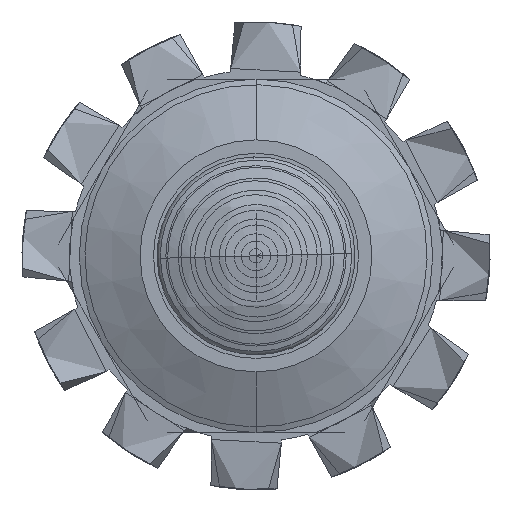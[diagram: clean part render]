
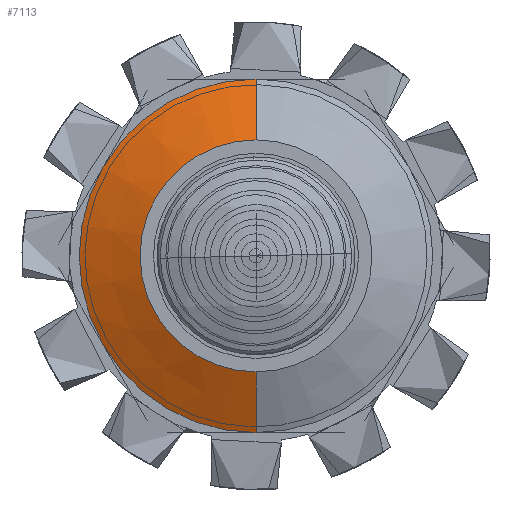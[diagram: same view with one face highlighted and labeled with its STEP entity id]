
A CAD part, left-side view. The second image highlights one B-rep face of the part: STEP entity #7113.
In plain terms, the highlighted conical face has half-angle 65.056 degrees and reference radius 6.35 mm.
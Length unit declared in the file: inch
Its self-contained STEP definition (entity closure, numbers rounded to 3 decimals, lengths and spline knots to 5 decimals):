
#734 = AXIS2_PLACEMENT_3D ( 'NONE', #8889, #10698, #10870 ) ;
#1410 = CIRCLE ( 'NONE', #8375, 0.164 ) ;
#2696 = EDGE_CURVE ( 'NONE', #7489, #17164, #25142, .T. ) ;
#2941 = DIRECTION ( 'NONE',  ( -1., 0., 0. ) ) ;
#2947 = DIRECTION ( 'NONE',  ( 0.422, 0., 0.907 ) ) ;
#3409 = DIRECTION ( 'NONE',  ( -1., 0., 0. ) ) ;
#3423 = VECTOR ( 'NONE', #24794, 39.37008 ) ;
#3642 = CONICAL_SURFACE ( 'NONE', #734, 0.25, 1.135 ) ;
#5472 = CARTESIAN_POINT ( 'NONE',  ( 0., 0., -0.164 ) ) ;
#7113 = ADVANCED_FACE ( 'NONE', ( #24413 ), #3642, .T. ) ;
#7396 = LINE ( 'NONE', #22796, #3423 ) ;
#7489 = VERTEX_POINT ( 'NONE', #19870 ) ;
#8375 = AXIS2_PLACEMENT_3D ( 'NONE', #15124, #3409, #17061 ) ;
#8889 = CARTESIAN_POINT ( 'NONE',  ( 0.04, 0., 0. ) ) ;
#10611 = EDGE_CURVE ( 'NONE', #25046, #13999, #1410, .T. ) ;
#10698 = DIRECTION ( 'NONE',  ( 1., 0., 0. ) ) ;
#10735 = CARTESIAN_POINT ( 'NONE',  ( 0.04, 0., 0.25 ) ) ;
#10870 = DIRECTION ( 'NONE',  ( 0., 0., -1. ) ) ;
#11834 = AXIS2_PLACEMENT_3D ( 'NONE', #14658, #2941, #16610 ) ;
#13348 = ORIENTED_EDGE ( 'NONE', *, *, #20511, .F. ) ;
#13354 = EDGE_CURVE ( 'NONE', #25046, #7489, #19028, .T. ) ;
#13903 = VECTOR ( 'NONE', #2947, 39.37008 ) ;
#13999 = VERTEX_POINT ( 'NONE', #5472 ) ;
#14162 = CARTESIAN_POINT ( 'NONE',  ( 0., 0., 0.164 ) ) ;
#14658 = CARTESIAN_POINT ( 'NONE',  ( 0.04, 0., 0. ) ) ;
#15124 = CARTESIAN_POINT ( 'NONE',  ( 0., 0., 0. ) ) ;
#15578 = CARTESIAN_POINT ( 'NONE',  ( 0.04, 0., -0.25 ) ) ;
#16610 = DIRECTION ( 'NONE',  ( 0., 0., 1. ) ) ;
#17061 = DIRECTION ( 'NONE',  ( 0., 0., 1. ) ) ;
#17164 = VERTEX_POINT ( 'NONE', #15578 ) ;
#19028 = LINE ( 'NONE', #10735, #13903 ) ;
#19798 = ORIENTED_EDGE ( 'NONE', *, *, #10611, .F. ) ;
#19870 = CARTESIAN_POINT ( 'NONE',  ( 0.04, 0., 0.25 ) ) ;
#20511 = EDGE_CURVE ( 'NONE', #13999, #17164, #7396, .T. ) ;
#22796 = CARTESIAN_POINT ( 'NONE',  ( 0.04, 0., -0.25 ) ) ;
#22985 = ORIENTED_EDGE ( 'NONE', *, *, #13354, .T. ) ;
#23370 = EDGE_LOOP ( 'NONE', ( #19798, #22985, #23739, #13348 ) ) ;
#23739 = ORIENTED_EDGE ( 'NONE', *, *, #2696, .T. ) ;
#24413 = FACE_OUTER_BOUND ( 'NONE', #23370, .T. ) ;
#24794 = DIRECTION ( 'NONE',  ( 0.422, 0., -0.907 ) ) ;
#25046 = VERTEX_POINT ( 'NONE', #14162 ) ;
#25142 = CIRCLE ( 'NONE', #11834, 0.25 ) ;
